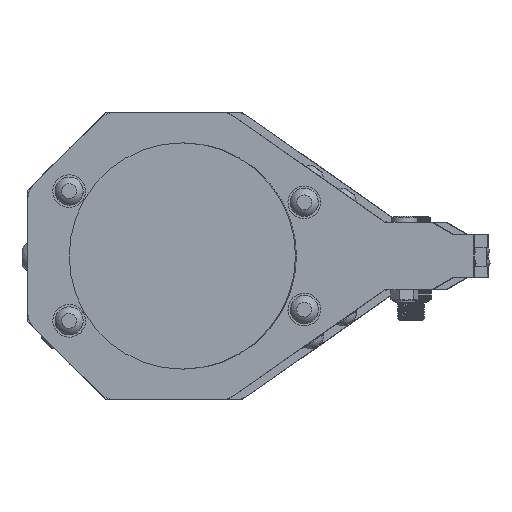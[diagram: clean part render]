
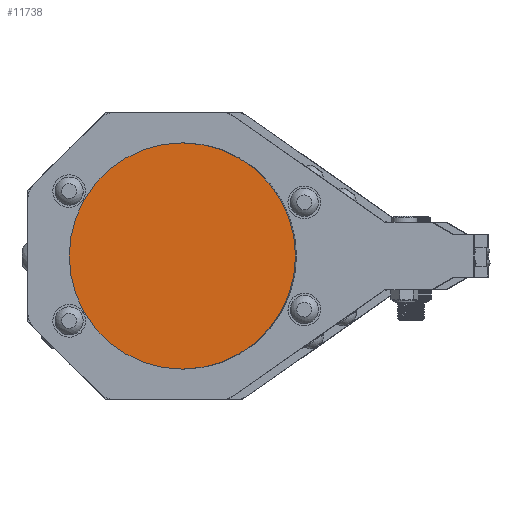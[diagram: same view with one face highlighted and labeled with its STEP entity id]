
A CAD part, left-side view. The second image highlights one B-rep face of the part: STEP entity #11738.
In plain terms, the highlighted planar face has unit normal (-1, 0.004, 0).
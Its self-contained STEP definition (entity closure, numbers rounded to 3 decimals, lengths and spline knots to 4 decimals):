
#2351=PLANE('',#13122);
#2997=CIRCLE('',#13121,1.5);
#3973=FACE_OUTER_BOUND('',#5107,.T.);
#5107=EDGE_LOOP('',(#10583));
#6344=VERTEX_POINT('',#61032);
#7813=EDGE_CURVE('',#6344,#6344,#2997,.T.);
#10583=ORIENTED_EDGE('',*,*,#7813,.T.);
#11738=ADVANCED_FACE('',(#3973),#2351,.T.);
#13121=AXIS2_PLACEMENT_3D('',#61033,#16147,#16148);
#13122=AXIS2_PLACEMENT_3D('',#61034,#16149,#16150);
#16147=DIRECTION('center_axis',(-1.,0.004,
0.));
#16148=DIRECTION('ref_axis',(0.,0.,-1.));
#16149=DIRECTION('center_axis',(-1.,0.004,
0.));
#16150=DIRECTION('ref_axis',(0.,0.,
1.));
#61032=CARTESIAN_POINT('',(-116.2012,-8.2358,-0.2351));
#61033=CARTESIAN_POINT('Origin',(-116.2012,-8.2358,-1.7351));
#61034=CARTESIAN_POINT('Origin',(-116.2012,-8.2358,-1.7351));
